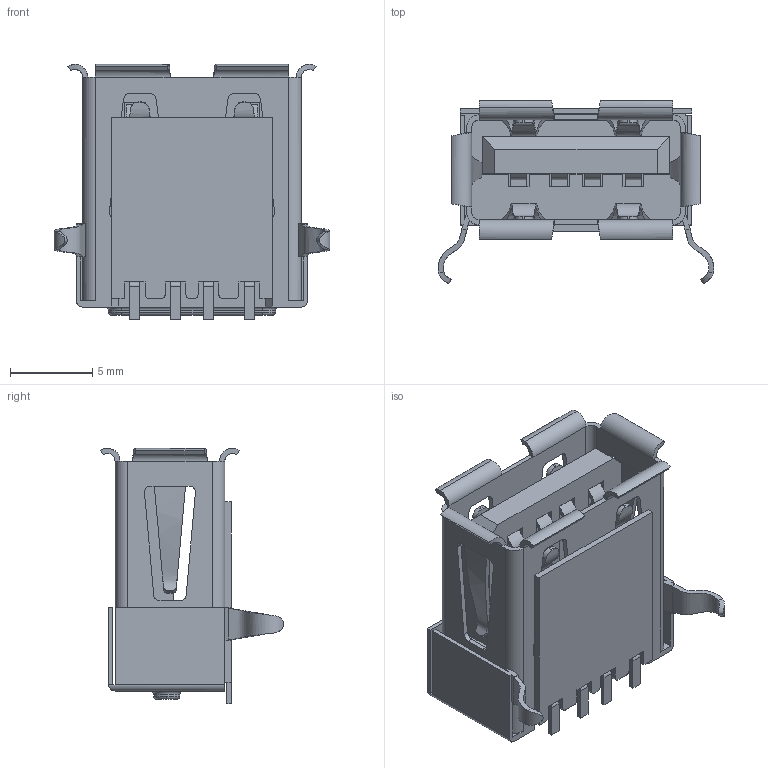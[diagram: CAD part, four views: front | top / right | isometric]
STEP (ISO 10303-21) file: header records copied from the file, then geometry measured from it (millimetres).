
FILE_DESCRIPTION (( 'STEP AP214' ), '1' );
FILE_NAME ('User Library-USB Connector.STEP', '2020-06-01T12:23:33', ( '' ), ( '' ), 'SwSTEP 2.0', 'SolidWorks 2019', '' );
FILE_SCHEMA (( 'AUTOMOTIVE_DESIGN' ));
Length unit declared in the file: inch
Products named in the file (1): User Library-USB Connector
Bounding box: 16.78 x 11.14 x 15.52 mm (x, y, z)
Volume: 801.7 mm3; surface area: 2015.4 mm2
Topology: 1 solids, 1 shells, 357 faces, 993 edges, 634 vertices
Faces by surface type: plane 211, cylinder 78, bspline 62, torus 6
Entity records: 18392 total; most frequent: CARTESIAN_POINT 7446, ORIENTED_EDGE 1986, DIRECTION 1585, EDGE_CURVE 993, VECTOR 695, LINE 695, VERTEX_POINT 634, AXIS2_PLACEMENT_3D 445
